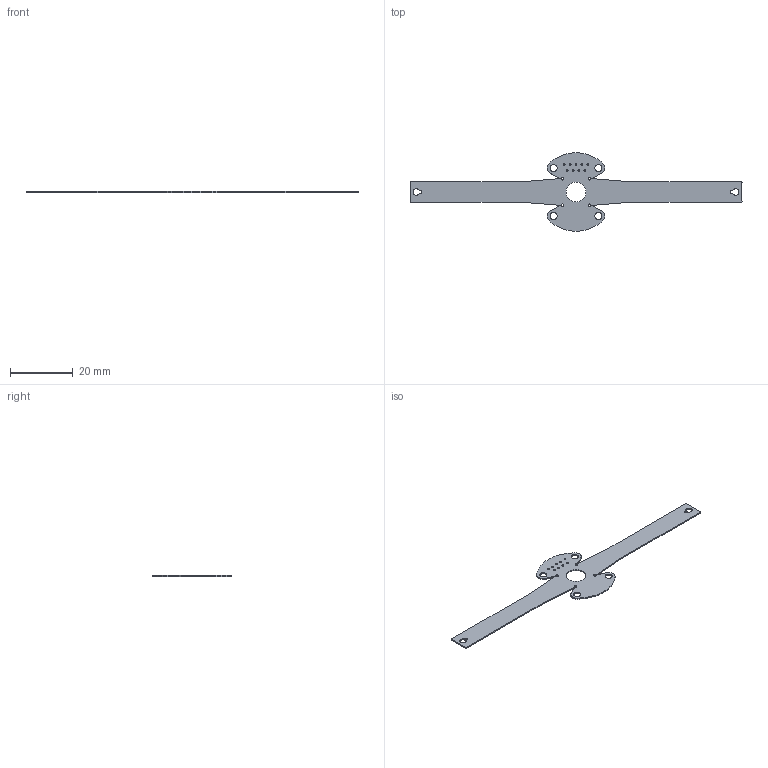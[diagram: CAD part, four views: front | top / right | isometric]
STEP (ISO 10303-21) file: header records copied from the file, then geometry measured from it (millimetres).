
FILE_DESCRIPTION(('Open CASCADE Model'),'2;1');
FILE_NAME('Open CASCADE Shape Model','2012-09-28T12:26:12',('Author'),( 'Open CASCADE'),'Open CASCADE STEP processor 6.2','Open CASCADE 6.2' ,'Unknown');
FILE_SCHEMA(('AUTOMOTIVE_DESIGN { 1 0 10303 214 1 1 1 1 }'));
Length unit declared in the file: millimetre
Products named in the file (2): PCB; Board
Assembly tree (1 placements, depth 2):
  PCB
    Board
Bounding box: 105.69 x 24.93 x 0.39 mm (x, y, z)
Volume: 357.9 mm3; surface area: 1972.4 mm2
Topology: 1 solids, 1 shells, 225 faces, 681 edges, 452 vertices
Faces by surface type: plane 207, cylinder 18
Full cylindrical faces by diameter (mm): 0.635 x9, 0.762 x4, 2.261 x4, 6.35 x1
Entity records: 16343 total; most frequent: CARTESIAN_POINT 2896, DIRECTION 2461, LINE 1935, VECTOR 1935, ORIENTED_EDGE 1338, PCURVE 1338, DEFINITIONAL_REPRESENTATION 1338, EDGE_CURVE 669
